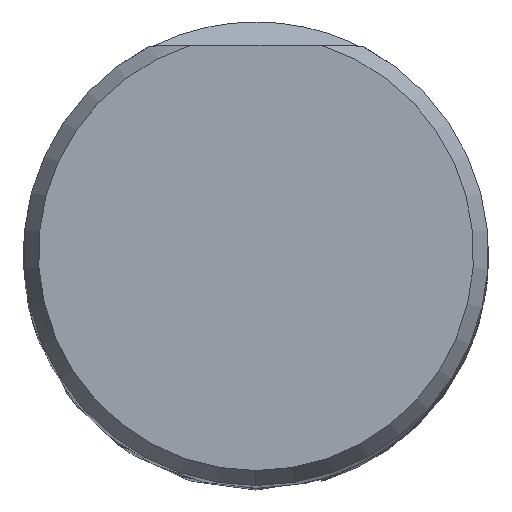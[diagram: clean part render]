
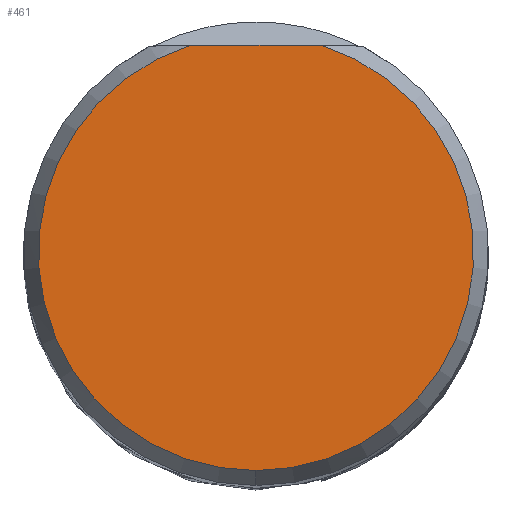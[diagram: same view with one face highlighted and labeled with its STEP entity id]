
A CAD part, top view. The second image highlights one B-rep face of the part: STEP entity #461.
In plain terms, the highlighted planar face has unit normal (0, 0, 1).
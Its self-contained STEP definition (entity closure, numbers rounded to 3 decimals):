
#373=VERTEX_POINT('',#896);
#407=EDGE_CURVE('',#713,#487,#932,.T.);
#461=ADVANCED_FACE('',(#994),#995,.T.);
#487=VERTEX_POINT('',#1021);
#579=EDGE_CURVE('',#713,#373,#1121,.T.);
#711=EDGE_CURVE('',#487,#373,#1265,.T.);
#713=VERTEX_POINT('',#1267);
#896=CARTESIAN_POINT('',(-2.516,8.038,0.0));
#932=CIRCLE('',#3418,8.423);
#994=FACE_OUTER_BOUND('',#3766,.T.);
#995=PLANE('',#3767);
#1021=CARTESIAN_POINT('',(0.,-8.423,0.0));
#1121=LINE('',#5336,#5337);
#1265=CIRCLE('',#7460,8.423);
#1267=CARTESIAN_POINT('',(2.516,8.038,0.0));
#3418=AXIS2_PLACEMENT_3D('',#8434,#8435,#8436);
#3766=EDGE_LOOP('',(#8520,#8521,#8522));
#3767=AXIS2_PLACEMENT_3D('',#8523,#8524,#8525);
#5336=CARTESIAN_POINT('',(-4.5,8.038,0.0));
#5337=VECTOR('',#8605,1.0);
#7460=AXIS2_PLACEMENT_3D('',#8759,#8760,#8761);
#8434=CARTESIAN_POINT('',(0.0,0.0,0.0));
#8435=DIRECTION('',(0.0,0.0,-1.0));
#8436=DIRECTION('',(0.0,1.0,0.0));
#8520=ORIENTED_EDGE('',*,*,#579,.T.);
#8521=ORIENTED_EDGE('',*,*,#711,.F.);
#8522=ORIENTED_EDGE('',*,*,#407,.F.);
#8523=CARTESIAN_POINT('',(0.0,4.211,0.0));
#8524=DIRECTION('',(-0.0,0.0,1.0));
#8525=DIRECTION('',(0.0,-1.0,0.0));
#8605=DIRECTION('',(-1.0,0.0,0.0));
#8759=CARTESIAN_POINT('',(0.0,0.0,0.0));
#8760=DIRECTION('',(0.0,0.0,-1.0));
#8761=DIRECTION('',(0.0,1.0,0.0));
